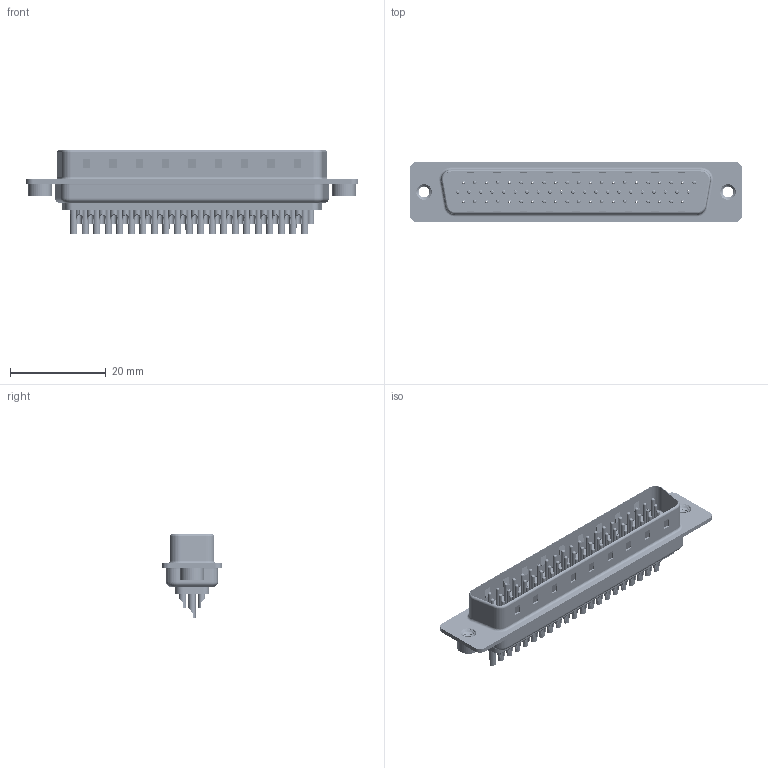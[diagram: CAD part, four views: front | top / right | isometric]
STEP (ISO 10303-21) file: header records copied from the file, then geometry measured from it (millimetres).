
FILE_DESCRIPTION (( 'STEP AP203' ), '1' );
FILE_NAME ('637-062-232-062.STEP', '2020-07-18T03:42:14', ( '' ), ( '' ), 'SwSTEP 2.0', 'SolidWorks 2020', '' );
FILE_SCHEMA (( 'CONFIG_CONTROL_DESIGN' ));
Length unit declared in the file: millimetre
Products named in the file (8): 637 Contact Row 1_32; 637 Housing_62 Contacts; 637 Contact Row 3_32; 637 Shell Rear_62 Contacts; 637 4-40 Threaded Rivet; 637-062-232-062; 637 Shell Front_62 Contacts; 637 Contact Row 2_32
Assembly tree (67 placements, depth 2):
  637-062-232-062
    637 Housing_62 Contacts
    637 Shell Front_62 Contacts
    637 Shell Rear_62 Contacts
    637 Contact Row 1_32  x21
    637 Contact Row 2_32  x21
    637 Contact Row 3_32  x20
    637 4-40 Threaded Rivet  x2
Bounding box: 69.4 x 12.6 x 17.55 mm (x, y, z)
Volume: 3750.9 mm3; surface area: 14172.7 mm2
Topology: 67 solids, 67 shells, 4380 faces, 11225 edges, 7114 vertices
Faces by surface type: cylinder 1939, torus 1352, plane 1071, cone 12, bspline 6
Entity records: 35487 total; most frequent: CARTESIAN_POINT 6943, DIRECTION 5960, ORIENTED_EDGE 5060, EDGE_CURVE 2530, AXIS2_PLACEMENT_3D 2403, VERTEX_POINT 1634, EDGE_LOOP 1350, CIRCLE 1293
